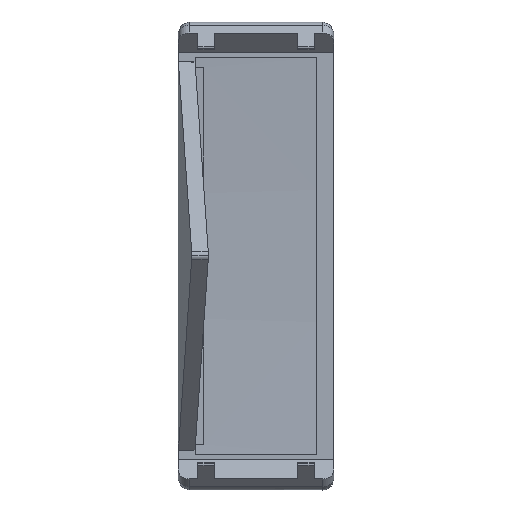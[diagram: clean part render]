
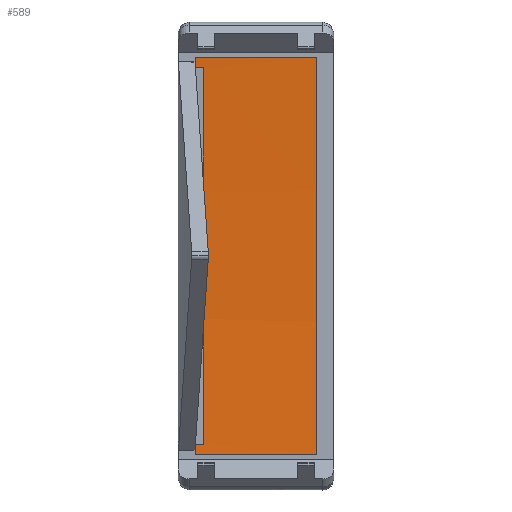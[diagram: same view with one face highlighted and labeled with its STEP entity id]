
A CAD part, top view. The second image highlights one B-rep face of the part: STEP entity #589.
In plain terms, the highlighted cylindrical face has radius 735.043 mm (diameter 1470.09 mm), a partial arc.
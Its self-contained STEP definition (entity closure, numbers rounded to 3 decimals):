
#2 = CARTESIAN_POINT ( 'NONE',  ( -11., 34., 2.787 ) ) ;
#7 = DIRECTION ( 'NONE',  ( 1., 0., 0. ) ) ;
#40 = ORIENTED_EDGE ( 'NONE', *, *, #730, .T. ) ;
#55 = CARTESIAN_POINT ( 'NONE',  ( 11., 35.75, 2.87 ) ) ;
#86 = DIRECTION ( 'NONE',  ( 1., 0., 0. ) ) ;
#89 = VERTEX_POINT ( 'NONE', #935 ) ;
#159 = EDGE_LOOP ( 'NONE', ( #1296, #1634, #40, #1755, #895, #1201, #580, #844 ) ) ;
#229 = CARTESIAN_POINT ( 'NONE',  ( -11., 0., 737.043 ) ) ;
#255 = VERTEX_POINT ( 'NONE', #310 ) ;
#277 = DIRECTION ( 'NONE',  ( 1., 0., 0. ) ) ;
#291 = VECTOR ( 'NONE', #1244, 1000. ) ;
#310 = CARTESIAN_POINT ( 'NONE',  ( 11., -35.75, 2.87 ) ) ;
#317 = AXIS2_PLACEMENT_3D ( 'NONE', #1365, #1902, #1549 ) ;
#328 = VERTEX_POINT ( 'NONE', #1611 ) ;
#381 = VERTEX_POINT ( 'NONE', #894 ) ;
#422 = DIRECTION ( 'NONE',  ( 1., 0., 0. ) ) ;
#451 = CARTESIAN_POINT ( 'NONE',  ( -11., 0., 737.043 ) ) ;
#491 = EDGE_CURVE ( 'NONE', #792, #381, #2026, .T. ) ;
#494 = VERTEX_POINT ( 'NONE', #1159 ) ;
#534 = EDGE_CURVE ( 'NONE', #89, #328, #2089, .T. ) ;
#580 = ORIENTED_EDGE ( 'NONE', *, *, #1489, .F. ) ;
#589 = ADVANCED_FACE ( 'NONE', ( #1937 ), #875, .F. ) ;
#624 = DIRECTION ( 'NONE',  ( -1., 0., 0. ) ) ;
#730 = EDGE_CURVE ( 'NONE', #255, #1772, #1843, .T. ) ;
#775 = VERTEX_POINT ( 'NONE', #1308 ) ;
#779 = DIRECTION ( 'NONE',  ( 0., -1., 0. ) ) ;
#783 = CARTESIAN_POINT ( 'NONE',  ( -14., 34., 2.787 ) ) ;
#792 = VERTEX_POINT ( 'NONE', #2 ) ;
#817 = CARTESIAN_POINT ( 'NONE',  ( -11., -35.75, 2.87 ) ) ;
#844 = ORIENTED_EDGE ( 'NONE', *, *, #534, .F. ) ;
#875 = CYLINDRICAL_SURFACE ( 'NONE', #317, 735.043 ) ;
#894 = CARTESIAN_POINT ( 'NONE',  ( -11., 35.75, 2.87 ) ) ;
#895 = ORIENTED_EDGE ( 'NONE', *, *, #491, .F. ) ;
#935 = CARTESIAN_POINT ( 'NONE',  ( -11., -34., 2.787 ) ) ;
#1002 = EDGE_CURVE ( 'NONE', #494, #792, #2002, .T. ) ;
#1140 = CIRCLE ( 'NONE', #1593, 735.043 ) ;
#1159 = CARTESIAN_POINT ( 'NONE',  ( -9.5, 34., 2.787 ) ) ;
#1168 = CARTESIAN_POINT ( 'NONE',  ( -9.5, 0., 737.043 ) ) ;
#1201 = ORIENTED_EDGE ( 'NONE', *, *, #1002, .F. ) ;
#1244 = DIRECTION ( 'NONE',  ( -1., 0., 0. ) ) ;
#1296 = ORIENTED_EDGE ( 'NONE', *, *, #1822, .F. ) ;
#1308 = CARTESIAN_POINT ( 'NONE',  ( -11., -35.75, 2.87 ) ) ;
#1365 = CARTESIAN_POINT ( 'NONE',  ( -14., 0., 737.043 ) ) ;
#1441 = VECTOR ( 'NONE', #277, 1000. ) ;
#1489 = EDGE_CURVE ( 'NONE', #328, #494, #1140, .T. ) ;
#1549 = DIRECTION ( 'NONE',  ( 0., 1., 0. ) ) ;
#1593 = AXIS2_PLACEMENT_3D ( 'NONE', #1168, #1915, #2051 ) ;
#1611 = CARTESIAN_POINT ( 'NONE',  ( -9.5, -34., 2.787 ) ) ;
#1634 = ORIENTED_EDGE ( 'NONE', *, *, #1897, .T. ) ;
#1651 = CARTESIAN_POINT ( 'NONE',  ( -11., 35.75, 2.87 ) ) ;
#1660 = AXIS2_PLACEMENT_3D ( 'NONE', #2016, #422, #2046 ) ;
#1755 = ORIENTED_EDGE ( 'NONE', *, *, #2047, .T. ) ;
#1772 = VERTEX_POINT ( 'NONE', #55 ) ;
#1807 = VECTOR ( 'NONE', #7, 1000. ) ;
#1822 = EDGE_CURVE ( 'NONE', #775, #89, #1893, .T. ) ;
#1838 = DIRECTION ( 'NONE',  ( 1., 0., 0. ) ) ;
#1843 = CIRCLE ( 'NONE', #1660, 735.043 ) ;
#1893 = CIRCLE ( 'NONE', #2005, 735.043 ) ;
#1897 = EDGE_CURVE ( 'NONE', #775, #255, #2248, .T. ) ;
#1902 = DIRECTION ( 'NONE',  ( 1., 0., 0. ) ) ;
#1915 = DIRECTION ( 'NONE',  ( 1., 0., 0. ) ) ;
#1937 = FACE_OUTER_BOUND ( 'NONE', #159, .T. ) ;
#2002 = LINE ( 'NONE', #783, #2175 ) ;
#2005 = AXIS2_PLACEMENT_3D ( 'NONE', #229, #1838, #2018 ) ;
#2016 = CARTESIAN_POINT ( 'NONE',  ( 11., 0., 737.043 ) ) ;
#2018 = DIRECTION ( 'NONE',  ( 0., -1., 0. ) ) ;
#2026 = CIRCLE ( 'NONE', #2095, 735.043 ) ;
#2046 = DIRECTION ( 'NONE',  ( 0., 1., 0. ) ) ;
#2047 = EDGE_CURVE ( 'NONE', #1772, #381, #2149, .T. ) ;
#2051 = DIRECTION ( 'NONE',  ( 0., 1., 0. ) ) ;
#2089 = LINE ( 'NONE', #2100, #1807 ) ;
#2095 = AXIS2_PLACEMENT_3D ( 'NONE', #451, #86, #779 ) ;
#2100 = CARTESIAN_POINT ( 'NONE',  ( -14., -34., 2.787 ) ) ;
#2149 = LINE ( 'NONE', #1651, #291 ) ;
#2175 = VECTOR ( 'NONE', #624, 1000. ) ;
#2248 = LINE ( 'NONE', #817, #1441 ) ;
